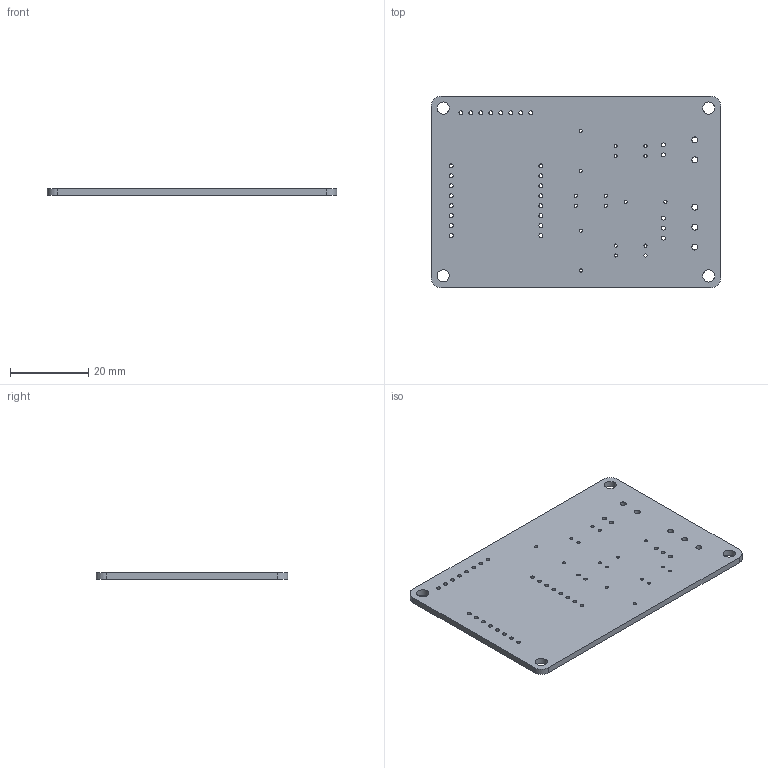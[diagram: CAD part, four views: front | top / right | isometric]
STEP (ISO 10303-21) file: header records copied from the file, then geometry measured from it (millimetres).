
FILE_DESCRIPTION(('KiCad electronic assembly'),'2;1');
FILE_NAME('PCB.step','2023-02-14T14:52:39',('Pcbnew'),('Kicad'), 'Open CASCADE STEP processor 7.6','KiCad to STEP converter','Unknown' );
FILE_SCHEMA(('AUTOMOTIVE_DESIGN { 1 0 10303 214 1 1 1 1 }'));
Length unit declared in the file: millimetre
Products named in the file (2): PCB 1; PCB PCB
Assembly tree (1 placements, depth 2):
  PCB 1
    PCB PCB
Bounding box: 73.79 x 48.9 x 1.6 mm (x, y, z)
Volume: 5650.2 mm3; surface area: 7766.9 mm2
Topology: 1 solids, 1 shells, 66 faces, 192 edges, 128 vertices
Faces by surface type: cylinder 60, plane 6
Full cylindrical faces by diameter (mm): 0.8 x18, 1 x29, 1.52 x5, 3.09 x4
Entity records: 5023 total; most frequent: DIRECTION 832, CARTESIAN_POINT 772, ORIENTED_EDGE 384, PCURVE 384, DEFINITIONAL_REPRESENTATION 384, LINE 336, VECTOR 336, CIRCLE 240
